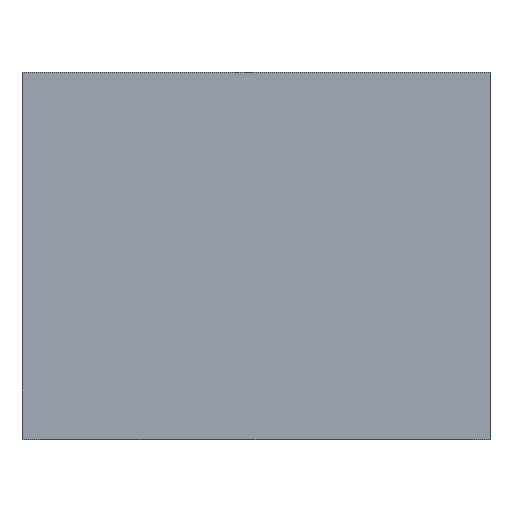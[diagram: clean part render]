
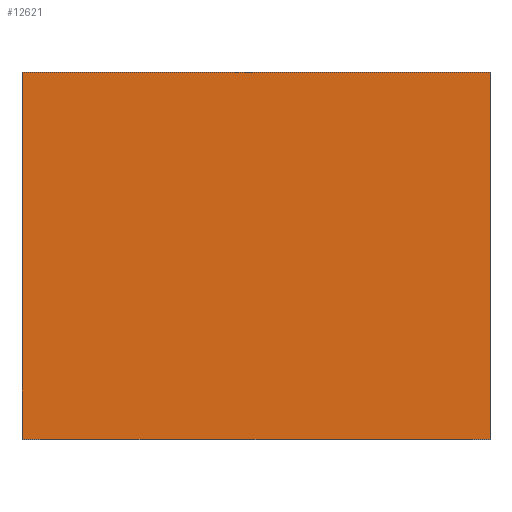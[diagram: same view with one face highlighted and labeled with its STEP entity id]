
A CAD part, top view. The second image highlights one B-rep face of the part: STEP entity #12621.
In plain terms, the highlighted planar face has unit normal (0, 0, 1).
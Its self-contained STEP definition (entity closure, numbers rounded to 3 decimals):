
#1864=ORIENTED_EDGE('',*,*,#5023,.T.);
#1865=ORIENTED_EDGE('',*,*,#5024,.F.);
#1866=ORIENTED_EDGE('',*,*,#5022,.F.);
#1867=ORIENTED_EDGE('',*,*,#5025,.T.);
#5022=EDGE_CURVE('',#6611,#6608,#7893,.T.);
#5023=EDGE_CURVE('',#6612,#6613,#7894,.T.);
#5024=EDGE_CURVE('',#6608,#6613,#7895,.T.);
#5025=EDGE_CURVE('',#6611,#6612,#7896,.T.);
#6608=VERTEX_POINT('',#19231);
#6611=VERTEX_POINT('',#19236);
#6612=VERTEX_POINT('',#19240);
#6613=VERTEX_POINT('',#19241);
#7893=LINE('',#19237,#9447);
#7894=LINE('',#19239,#9448);
#7895=LINE('',#19242,#9449);
#7896=LINE('',#19243,#9450);
#9447=VECTOR('',#15526,1000.);
#9448=VECTOR('',#15529,1000.);
#9449=VECTOR('',#15530,1000.);
#9450=VECTOR('',#15531,1000.);
#10641=EDGE_LOOP('',(#1864,#1865,#1866,#1867));
#11377=FACE_BOUND('',#10641,.T.);
#11995=PLANE('',#13493);
#12621=ADVANCED_FACE('',(#11377),#11995,.F.);
#13493=AXIS2_PLACEMENT_3D('',#19238,#15527,#15528);
#15526=DIRECTION('',(0.,-1.,0.));
#15527=DIRECTION('',(0.,0.,-1.));
#15528=DIRECTION('',(-1.,0.,0.));
#15529=DIRECTION('',(0.,-1.,0.));
#15530=DIRECTION('',(-1.,0.,0.));
#15531=DIRECTION('',(-1.,0.,0.));
#19231=CARTESIAN_POINT('',(7.4,0.,10.8));
#19236=CARTESIAN_POINT('',(7.4,11.6,10.8));
#19237=CARTESIAN_POINT('',(7.4,11.6,10.8));
#19238=CARTESIAN_POINT('',(7.4,11.6,10.8));
#19239=CARTESIAN_POINT('',(-7.4,11.6,10.8));
#19240=CARTESIAN_POINT('',(-7.4,11.6,10.8));
#19241=CARTESIAN_POINT('',(-7.4,0.,10.8));
#19242=CARTESIAN_POINT('',(7.4,0.,10.8));
#19243=CARTESIAN_POINT('',(7.4,11.6,10.8));
